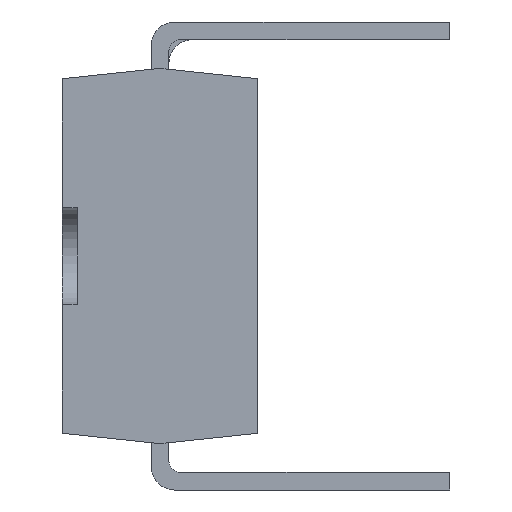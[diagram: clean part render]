
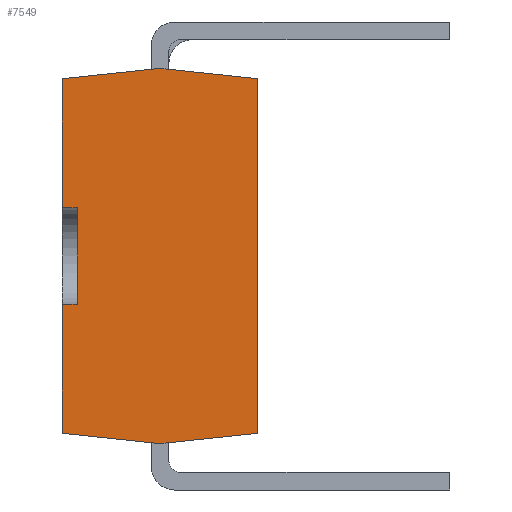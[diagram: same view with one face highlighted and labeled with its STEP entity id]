
A CAD part, left-side view. The second image highlights one B-rep face of the part: STEP entity #7549.
In plain terms, the highlighted planar face has unit normal (-1, 0, 0).
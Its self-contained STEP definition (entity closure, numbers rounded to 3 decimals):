
#64=PLANE('',#8015);
#398=FACE_OUTER_BOUND('',#824,.T.);
#824=EDGE_LOOP('',(#5204,#5205,#5206,#5207,#5208,#5209,#5210,#5211,#5212,
#5213));
#1248=LINE('',#10797,#2190);
#1249=LINE('',#10800,#2191);
#1250=LINE('',#10802,#2192);
#1251=LINE('',#10805,#2193);
#1252=LINE('',#10807,#2194);
#1253=LINE('',#10809,#2195);
#1254=LINE('',#10811,#2196);
#1255=LINE('',#10813,#2197);
#1256=LINE('',#10815,#2198);
#1257=LINE('',#10816,#2199);
#2190=VECTOR('',#8629,10.);
#2191=VECTOR('',#8632,10.);
#2192=VECTOR('',#8635,10.);
#2193=VECTOR('',#8638,10.);
#2194=VECTOR('',#8639,10.);
#2195=VECTOR('',#8640,10.);
#2196=VECTOR('',#8641,10.);
#2197=VECTOR('',#8642,10.);
#2198=VECTOR('',#8643,10.);
#2199=VECTOR('',#8644,10.);
#3318=VERTEX_POINT('',#10793);
#3319=VERTEX_POINT('',#10794);
#3320=VERTEX_POINT('',#10796);
#3321=VERTEX_POINT('',#10798);
#3322=VERTEX_POINT('',#10804);
#3323=VERTEX_POINT('',#10806);
#3324=VERTEX_POINT('',#10808);
#3325=VERTEX_POINT('',#10810);
#3326=VERTEX_POINT('',#10812);
#3327=VERTEX_POINT('',#10814);
#4071=EDGE_CURVE('',#3320,#3318,#1248,.T.);
#4073=EDGE_CURVE('',#3319,#3321,#1249,.T.);
#4074=EDGE_CURVE('',#3321,#3320,#1250,.T.);
#4075=EDGE_CURVE('',#3322,#3318,#1251,.T.);
#4076=EDGE_CURVE('',#3322,#3323,#1252,.T.);
#4077=EDGE_CURVE('',#3324,#3323,#1253,.T.);
#4078=EDGE_CURVE('',#3324,#3325,#1254,.T.);
#4079=EDGE_CURVE('',#3325,#3326,#1255,.T.);
#4080=EDGE_CURVE('',#3327,#3326,#1256,.T.);
#4081=EDGE_CURVE('',#3319,#3327,#1257,.T.);
#5204=ORIENTED_EDGE('',*,*,#4073,.T.);
#5205=ORIENTED_EDGE('',*,*,#4074,.T.);
#5206=ORIENTED_EDGE('',*,*,#4071,.T.);
#5207=ORIENTED_EDGE('',*,*,#4075,.F.);
#5208=ORIENTED_EDGE('',*,*,#4076,.T.);
#5209=ORIENTED_EDGE('',*,*,#4077,.F.);
#5210=ORIENTED_EDGE('',*,*,#4078,.T.);
#5211=ORIENTED_EDGE('',*,*,#4079,.T.);
#5212=ORIENTED_EDGE('',*,*,#4080,.F.);
#5213=ORIENTED_EDGE('',*,*,#4081,.F.);
#7549=ADVANCED_FACE('',(#398),#64,.F.);
#8015=AXIS2_PLACEMENT_3D('',#10803,#8636,#8637);
#8629=DIRECTION('',(0.,1.,0.));
#8632=DIRECTION('',(0.,-1.,0.));
#8635=DIRECTION('',(0.,0.,-1.));
#8636=DIRECTION('center_axis',(1.,0.,0.));
#8637=DIRECTION('ref_axis',(0.,0.,-1.));
#8638=DIRECTION('',(0.,0.,1.));
#8639=DIRECTION('',(0.,-0.994,-0.105));
#8640=DIRECTION('',(0.,0.994,-0.105));
#8641=DIRECTION('',(0.,0.,1.));
#8642=DIRECTION('',(0.,0.994,0.105));
#8643=DIRECTION('',(0.,-0.994,0.105));
#8644=DIRECTION('',(0.,0.,1.));
#10793=CARTESIAN_POINT('',(-15.06,4.55,-0.82));
#10794=CARTESIAN_POINT('',(-15.06,4.55,0.82));
#10796=CARTESIAN_POINT('',(-15.06,4.3,-0.82));
#10797=CARTESIAN_POINT('',(-15.06,4.55,-0.82));
#10798=CARTESIAN_POINT('',(-15.06,4.3,0.82));
#10800=CARTESIAN_POINT('',(-15.06,4.55,0.82));
#10802=CARTESIAN_POINT('',(-15.06,4.3,0.));
#10803=CARTESIAN_POINT('Origin',(-15.06,2.9,0.));
#10804=CARTESIAN_POINT('',(-15.06,4.55,-3.));
#10805=CARTESIAN_POINT('',(-15.06,4.55,0.));
#10806=CARTESIAN_POINT('',(-15.06,2.9,-3.175));
#10807=CARTESIAN_POINT('',(-15.06,4.55,-3.));
#10808=CARTESIAN_POINT('',(-15.06,1.25,-3.));
#10809=CARTESIAN_POINT('',(-15.06,1.25,-3.));
#10810=CARTESIAN_POINT('',(-15.06,1.25,3.));
#10811=CARTESIAN_POINT('',(-15.06,1.25,0.));
#10812=CARTESIAN_POINT('',(-15.06,2.9,3.175));
#10813=CARTESIAN_POINT('',(-15.06,1.25,3.));
#10814=CARTESIAN_POINT('',(-15.06,4.55,3.));
#10815=CARTESIAN_POINT('',(-15.06,4.55,3.));
#10816=CARTESIAN_POINT('',(-15.06,4.55,0.));
